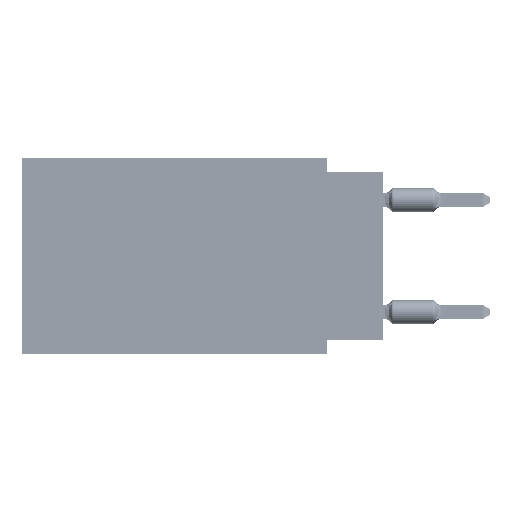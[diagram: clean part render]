
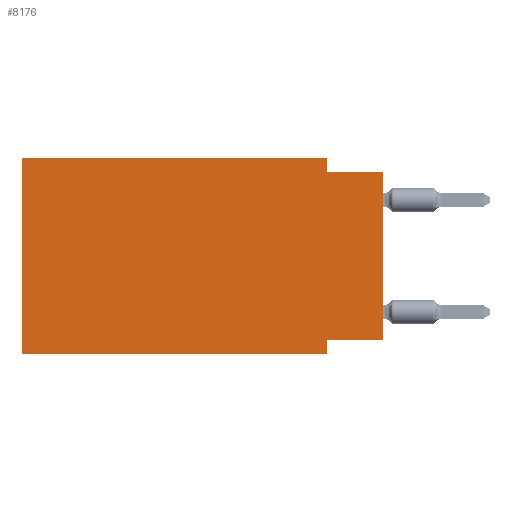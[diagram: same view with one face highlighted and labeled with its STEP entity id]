
A CAD part, left-side view. The second image highlights one B-rep face of the part: STEP entity #8176.
In plain terms, the highlighted planar face has unit normal (-1, 0, 0).
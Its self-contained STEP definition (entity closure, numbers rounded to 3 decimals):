
#1617 = EDGE_CURVE ( 'NONE', #12815, #27014, #5429, .T. ) ;
#3616 = LINE ( 'NONE', #22365, #70656 ) ;
#4152 = ORIENTED_EDGE ( 'NONE', *, *, #66802, .F. ) ;
#5429 = LINE ( 'NONE', #17002, #8909 ) ;
#6631 = ORIENTED_EDGE ( 'NONE', *, *, #16672, .T. ) ;
#8176 = ADVANCED_FACE ( 'NONE', ( #10494 ), #15283, .F. ) ;
#8558 = EDGE_CURVE ( 'NONE', #45709, #76181, #3616, .T. ) ;
#8909 = VECTOR ( 'NONE', #71947, 1000. ) ;
#10494 = FACE_OUTER_BOUND ( 'NONE', #49519, .T. ) ;
#10890 = CARTESIAN_POINT ( 'NONE',  ( 0., 16.383, 0. ) ) ;
#11561 = VECTOR ( 'NONE', #68947, 1000. ) ;
#12077 = VECTOR ( 'NONE', #74883, 1000. ) ;
#12815 = VERTEX_POINT ( 'NONE', #44204 ) ;
#12858 = EDGE_CURVE ( 'NONE', #61997, #64739, #26259, .T. ) ;
#12889 = VECTOR ( 'NONE', #28592, 1000. ) ;
#14831 = ORIENTED_EDGE ( 'NONE', *, *, #1617, .F. ) ;
#15283 = PLANE ( 'NONE',  #17230 ) ;
#16672 = EDGE_CURVE ( 'NONE', #12815, #76181, #50614, .T. ) ;
#17002 = CARTESIAN_POINT ( 'NONE',  ( 0., 16.383, 0. ) ) ;
#17230 = AXIS2_PLACEMENT_3D ( 'NONE', #10890, #45563, #75816 ) ;
#17581 = CARTESIAN_POINT ( 'NONE',  ( 0., 0., -8.255 ) ) ;
#18868 = ORIENTED_EDGE ( 'NONE', *, *, #62965, .T. ) ;
#20826 = ORIENTED_EDGE ( 'NONE', *, *, #74514, .F. ) ;
#22269 = DIRECTION ( 'NONE',  ( 0., 0., -1. ) ) ;
#22365 = CARTESIAN_POINT ( 'NONE',  ( 0., 2.54, -8.89 ) ) ;
#23019 = CARTESIAN_POINT ( 'NONE',  ( 0., 16.383, 0. ) ) ;
#26259 = LINE ( 'NONE', #77611, #62592 ) ;
#27014 = VERTEX_POINT ( 'NONE', #39703 ) ;
#28592 = DIRECTION ( 'NONE',  ( 0., -1., 0. ) ) ;
#29921 = LINE ( 'NONE', #17581, #62549 ) ;
#30165 = ORIENTED_EDGE ( 'NONE', *, *, #8558, .F. ) ;
#31352 = CARTESIAN_POINT ( 'NONE',  ( 0., 0., -8.255 ) ) ;
#33905 = DIRECTION ( 'NONE',  ( 0., 0., -1. ) ) ;
#37700 = CARTESIAN_POINT ( 'NONE',  ( 0., 0., -0.635 ) ) ;
#39703 = CARTESIAN_POINT ( 'NONE',  ( 0., 16.383, 0. ) ) ;
#43744 = CARTESIAN_POINT ( 'NONE',  ( 0., 2.54, -8.89 ) ) ;
#43851 = CARTESIAN_POINT ( 'NONE',  ( 0., 16.383, -8.89 ) ) ;
#44204 = CARTESIAN_POINT ( 'NONE',  ( 0., 16.383, -8.89 ) ) ;
#44669 = CARTESIAN_POINT ( 'NONE',  ( 0., 0., 0. ) ) ;
#44855 = LINE ( 'NONE', #63551, #50471 ) ;
#45563 = DIRECTION ( 'NONE',  ( 1., 0., 0. ) ) ;
#45709 = VERTEX_POINT ( 'NONE', #72930 ) ;
#47544 = ORIENTED_EDGE ( 'NONE', *, *, #48861, .F. ) ;
#48861 = EDGE_CURVE ( 'NONE', #27014, #61997, #77572, .T. ) ;
#49519 = EDGE_LOOP ( 'NONE', ( #18868, #4152, #62873, #47544, #14831, #6631, #30165, #20826 ) ) ;
#50471 = VECTOR ( 'NONE', #52419, 1000. ) ;
#50614 = LINE ( 'NONE', #43851, #12077 ) ;
#52419 = DIRECTION ( 'NONE',  ( 0., -1., 0. ) ) ;
#56621 = LINE ( 'NONE', #44669, #11561 ) ;
#60582 = DIRECTION ( 'NONE',  ( 0., 1., 0. ) ) ;
#61997 = VERTEX_POINT ( 'NONE', #68845 ) ;
#62549 = VECTOR ( 'NONE', #60582, 1000. ) ;
#62592 = VECTOR ( 'NONE', #22269, 1000. ) ;
#62873 = ORIENTED_EDGE ( 'NONE', *, *, #12858, .F. ) ;
#62965 = EDGE_CURVE ( 'NONE', #63623, #63821, #56621, .T. ) ;
#63551 = CARTESIAN_POINT ( 'NONE',  ( 0., 0., -0.635 ) ) ;
#63623 = VERTEX_POINT ( 'NONE', #31352 ) ;
#63821 = VERTEX_POINT ( 'NONE', #37700 ) ;
#64739 = VERTEX_POINT ( 'NONE', #78007 ) ;
#66802 = EDGE_CURVE ( 'NONE', #64739, #63821, #44855, .T. ) ;
#68845 = CARTESIAN_POINT ( 'NONE',  ( 0., 2.54, 0. ) ) ;
#68947 = DIRECTION ( 'NONE',  ( 0., 0., 1. ) ) ;
#70656 = VECTOR ( 'NONE', #33905, 1000. ) ;
#71947 = DIRECTION ( 'NONE',  ( 0., 0., 1. ) ) ;
#72930 = CARTESIAN_POINT ( 'NONE',  ( 0., 2.54, -8.255 ) ) ;
#74514 = EDGE_CURVE ( 'NONE', #63623, #45709, #29921, .T. ) ;
#74883 = DIRECTION ( 'NONE',  ( 0., -1., 0. ) ) ;
#75816 = DIRECTION ( 'NONE',  ( 0., 0., -1. ) ) ;
#76181 = VERTEX_POINT ( 'NONE', #43744 ) ;
#77572 = LINE ( 'NONE', #23019, #12889 ) ;
#77611 = CARTESIAN_POINT ( 'NONE',  ( 0., 2.54, 0. ) ) ;
#78007 = CARTESIAN_POINT ( 'NONE',  ( 0., 2.54, -0.635 ) ) ;
